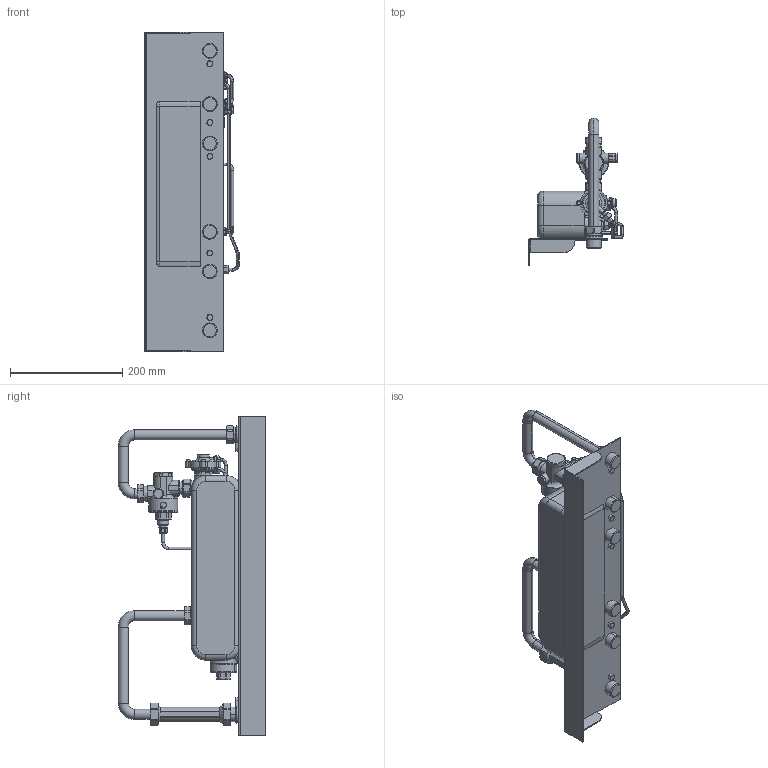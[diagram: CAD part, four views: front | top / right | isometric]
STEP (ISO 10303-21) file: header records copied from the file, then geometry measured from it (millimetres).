
FILE_DESCRIPTION(('CATIA V5 STEP Exchange','CAx-IF Rec.Pracs.--- Model Styling and Organization---1.5--- 2016-08-15','CAx-IF Rec.Pracs.---Supplemental Geometry---1.0---2011-11-01','CAx-IF Rec.Pracs.--- Composite Materials ---3.4---2017-06-13','CAx-IF Rec.Pracs.---Tessellated 3D Geometry---1.0---2015-12-17'),'2;1');
FILE_NAME('STEP_SATK15325_ABC_-_TST.stp','2023-04-28T08:18:34+00:00',('none'),('none'),'CATIA Version 5-6 Release 2020 SP5','CATIA V5 STEP AP242 v2','none');
FILE_SCHEMA(('AP242_MANAGED_MODEL_BASED_3D_ENGINEERING_MIM_LF {1 0 10303 442 1 1 4}'));
Products named in the file (1): SATK15325 ABC - TST
Bounding box: 168.5 x 262.79 x 570 mm (x, y, z)
Volume: 3384991.6 mm3; surface area: 445378.2 mm2
Topology: 1 solids, 1 shells, 1331 faces, 3801 edges, 2543 vertices
Faces by surface type: plane 486, cylinder 466, cone 269, torus 78, bspline 23, sphere 9
Entity records: 46975 total; most frequent: CARTESIAN_POINT 15206, ORIENTED_EDGE 7602, DIRECTION 4193, EDGE_CURVE 3801, VERTEX_POINT 2543, AXIS2_PLACEMENT_3D 2169, EDGE_LOOP 1432, CIRCLE 1387
